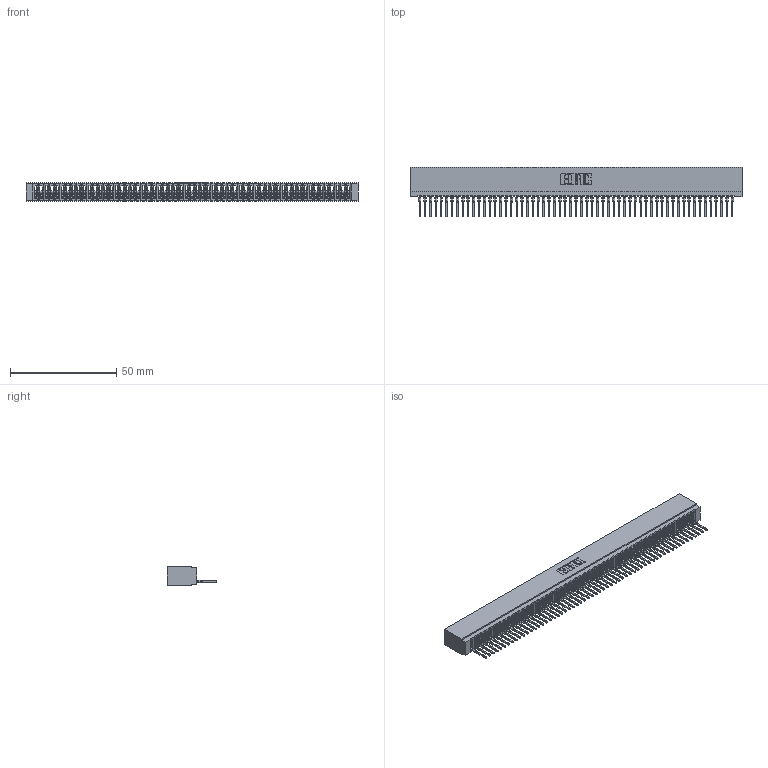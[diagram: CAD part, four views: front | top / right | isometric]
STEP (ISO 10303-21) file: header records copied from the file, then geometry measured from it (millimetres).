
FILE_DESCRIPTION (( 'STEP AP203' ), '1' );
FILE_NAME ('725-059-522-101.STEP', '2026-03-06T00:06:41', ( '' ), ( '' ), 'SwSTEP 2.0', 'SolidWorks 2023', '' );
FILE_SCHEMA (( 'CONFIG_CONTROL_DESIGN' ));
Length unit declared in the file: millimetre
Products named in the file (3): 745-292-001_522; 725 Part_Insulator Option - 01; 725-059-522-101
Assembly tree (60 placements, depth 2):
  725-059-522-101
    725 Part_Insulator Option - 01
    745-292-001_522  x59
Bounding box: 156.46 x 23.51 x 8.89 mm (x, y, z)
Volume: 11806.6 mm3; surface area: 23186.3 mm2
Topology: 60 solids, 60 shells, 6703 faces, 18426 edges, 11614 vertices
Faces by surface type: plane 4008, bspline 1180, cylinder 1161, torus 354
Entity records: 95083 total; most frequent: CARTESIAN_POINT 17256, ORIENTED_EDGE 16784, DIRECTION 14532, EDGE_CURVE 8392, LINE 7856, VECTOR 7856, VERTEX_POINT 5350, AXIS2_PLACEMENT_3D 3338
